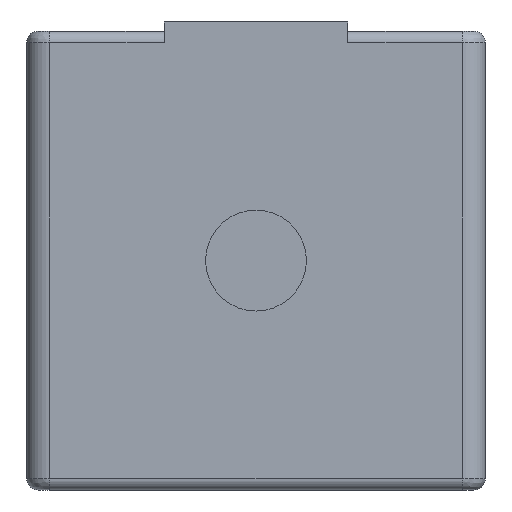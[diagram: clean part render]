
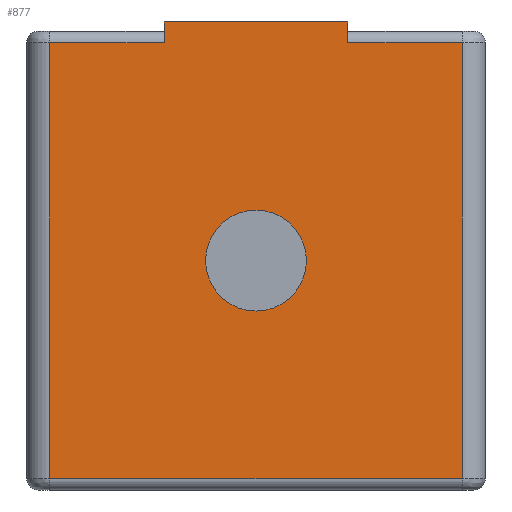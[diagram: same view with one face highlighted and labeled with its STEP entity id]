
A CAD part, left-side view. The second image highlights one B-rep face of the part: STEP entity #877.
In plain terms, the highlighted planar face has unit normal (-1, 0, 0).
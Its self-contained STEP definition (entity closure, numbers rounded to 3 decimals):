
#55=FACE_BOUND('',#165,.T.);
#71=PLANE('',#973);
#104=FACE_OUTER_BOUND('',#164,.T.);
#164=EDGE_LOOP('',(#688,#689,#690,#691,#692,#693,#694,#695));
#165=EDGE_LOOP('',(#696));
#222=LINE('',#1515,#285);
#231=LINE('',#1540,#294);
#232=LINE('',#1544,#295);
#233=LINE('',#1546,#296);
#234=LINE('',#1548,#297);
#235=LINE('',#1550,#298);
#236=LINE('',#1552,#299);
#237=LINE('',#1553,#300);
#285=VECTOR('',#1128,10.);
#294=VECTOR('',#1151,10.);
#295=VECTOR('',#1156,10.);
#296=VECTOR('',#1157,10.);
#297=VECTOR('',#1158,10.);
#298=VECTOR('',#1159,10.);
#299=VECTOR('',#1160,10.);
#300=VECTOR('',#1161,10.);
#362=CIRCLE('',#974,2.2);
#409=VERTEX_POINT('',#1375);
#420=VERTEX_POINT('',#1511);
#429=VERTEX_POINT('',#1539);
#430=VERTEX_POINT('',#1543);
#431=VERTEX_POINT('',#1545);
#432=VERTEX_POINT('',#1547);
#433=VERTEX_POINT('',#1549);
#434=VERTEX_POINT('',#1551);
#435=VERTEX_POINT('',#1554);
#511=EDGE_CURVE('',#409,#420,#222,.T.);
#523=EDGE_CURVE('',#420,#429,#231,.T.);
#525=EDGE_CURVE('',#430,#409,#232,.T.);
#526=EDGE_CURVE('',#431,#430,#233,.T.);
#527=EDGE_CURVE('',#432,#431,#234,.T.);
#528=EDGE_CURVE('',#433,#432,#235,.T.);
#529=EDGE_CURVE('',#434,#433,#236,.T.);
#530=EDGE_CURVE('',#429,#434,#237,.T.);
#531=EDGE_CURVE('',#435,#435,#362,.T.);
#688=ORIENTED_EDGE('',*,*,#511,.F.);
#689=ORIENTED_EDGE('',*,*,#525,.F.);
#690=ORIENTED_EDGE('',*,*,#526,.F.);
#691=ORIENTED_EDGE('',*,*,#527,.F.);
#692=ORIENTED_EDGE('',*,*,#528,.F.);
#693=ORIENTED_EDGE('',*,*,#529,.F.);
#694=ORIENTED_EDGE('',*,*,#530,.F.);
#695=ORIENTED_EDGE('',*,*,#523,.F.);
#696=ORIENTED_EDGE('',*,*,#531,.T.);
#877=ADVANCED_FACE('',(#104,#55),#71,.F.);
#973=AXIS2_PLACEMENT_3D('',#1542,#1154,#1155);
#974=AXIS2_PLACEMENT_3D('',#1555,#1162,#1163);
#1128=DIRECTION('',(0.,1.,0.));
#1151=DIRECTION('',(0.,0.,1.));
#1154=DIRECTION('center_axis',(1.,0.,0.));
#1155=DIRECTION('ref_axis',(0.,-1.,0.));
#1156=DIRECTION('',(0.,0.,-1.));
#1157=DIRECTION('',(0.,-1.,0.));
#1158=DIRECTION('',(0.,0.,-1.));
#1159=DIRECTION('',(0.,-1.,0.));
#1160=DIRECTION('',(0.,0.,1.));
#1161=DIRECTION('',(0.,-1.,0.));
#1162=DIRECTION('center_axis',(1.,0.,0.));
#1163=DIRECTION('ref_axis',(0.,-1.,0.));
#1375=CARTESIAN_POINT('',(-270.,1.,0.5));
#1511=CARTESIAN_POINT('',(-270.,19.,0.5));
#1515=CARTESIAN_POINT('',(-270.,10.,0.5));
#1539=CARTESIAN_POINT('',(-270.,19.,19.5));
#1540=CARTESIAN_POINT('',(-270.,19.,15.));
#1542=CARTESIAN_POINT('Origin',(-270.,20.,20.));
#1543=CARTESIAN_POINT('',(-270.,1.,19.5));
#1544=CARTESIAN_POINT('',(-270.,1.,15.));
#1545=CARTESIAN_POINT('',(-270.,6.,19.5));
#1546=CARTESIAN_POINT('',(-270.,10.,19.5));
#1547=CARTESIAN_POINT('',(-270.,6.,20.4));
#1548=CARTESIAN_POINT('',(-270.,6.,20.));
#1549=CARTESIAN_POINT('',(-270.,14.,20.4));
#1550=CARTESIAN_POINT('',(-270.,15.,20.4));
#1551=CARTESIAN_POINT('',(-270.,14.,19.5));
#1552=CARTESIAN_POINT('',(-270.,14.,20.));
#1553=CARTESIAN_POINT('',(-270.,10.,19.5));
#1554=CARTESIAN_POINT('',(-270.,12.2,10.));
#1555=CARTESIAN_POINT('Origin',(-270.,10.,10.));
